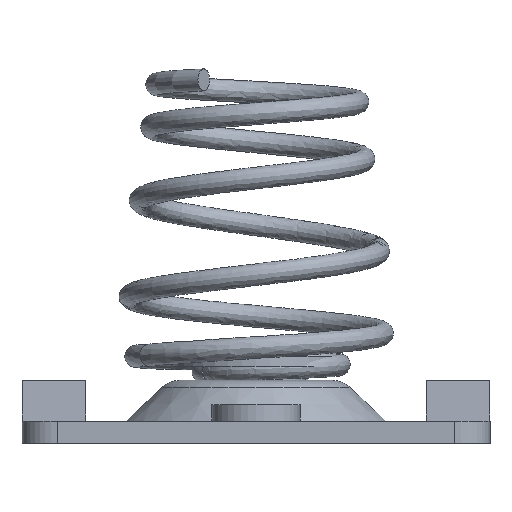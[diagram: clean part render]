
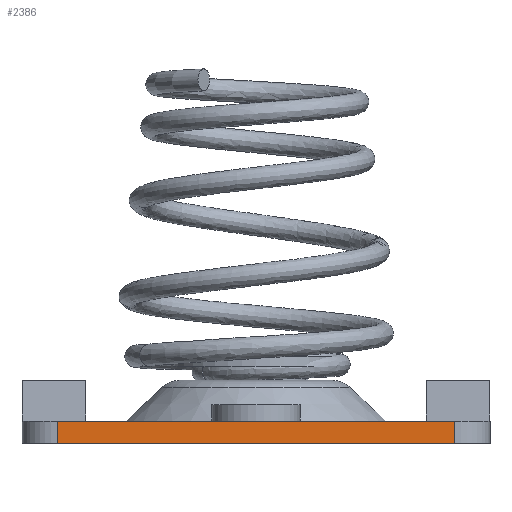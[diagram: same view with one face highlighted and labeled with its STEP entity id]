
A CAD part, front view. The second image highlights one B-rep face of the part: STEP entity #2386.
In plain terms, the highlighted planar face has unit normal (0, -1, 0).
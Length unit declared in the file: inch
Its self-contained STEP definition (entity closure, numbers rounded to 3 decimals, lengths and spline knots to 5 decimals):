
#216 = ORIENTED_EDGE ( 'NONE', *, *, #2560, .F. ) ;
#492 = LINE ( 'NONE', #3255, #2103 ) ;
#555 = EDGE_LOOP ( 'NONE', ( #2660, #216, #2266, #3726 ) ) ;
#670 = CARTESIAN_POINT ( 'NONE',  ( 0.01109, -0.22127, 0.0161 ) ) ;
#860 = VERTEX_POINT ( 'NONE', #2464 ) ;
#870 = DIRECTION ( 'NONE',  ( 1., 0., 0. ) ) ;
#945 = FACE_OUTER_BOUND ( 'NONE', #555, .T. ) ;
#1328 = DIRECTION ( 'NONE',  ( 0., 1., 0. ) ) ;
#1602 = VERTEX_POINT ( 'NONE', #2783 ) ;
#1641 = AXIS2_PLACEMENT_3D ( 'NONE', #2235, #1328, #3607 ) ;
#1652 = LINE ( 'NONE', #3403, #2105 ) ;
#1701 = DIRECTION ( 'NONE',  ( 0., 0., -1. ) ) ;
#1898 = VECTOR ( 'NONE', #1701, 39.37008 ) ;
#2103 = VECTOR ( 'NONE', #870, 39.37008 ) ;
#2105 = VECTOR ( 'NONE', #3737, 39.37008 ) ;
#2147 = CARTESIAN_POINT ( 'NONE',  ( 0.01109, -0.22127, 0.0161 ) ) ;
#2184 = DIRECTION ( 'NONE',  ( 0., 0., -1. ) ) ;
#2235 = CARTESIAN_POINT ( 'NONE',  ( 0.37209, -0.22127, 0.0161 ) ) ;
#2266 = ORIENTED_EDGE ( 'NONE', *, *, #2329, .F. ) ;
#2329 = EDGE_CURVE ( 'NONE', #3239, #1602, #1652, .T. ) ;
#2386 = ADVANCED_FACE ( 'NONE', ( #945 ), #2561, .F. ) ;
#2464 = CARTESIAN_POINT ( 'NONE',  ( 0.37209, -0.22127, -0.0039 ) ) ;
#2560 = EDGE_CURVE ( 'NONE', #1602, #860, #3153, .T. ) ;
#2561 = PLANE ( 'NONE',  #1641 ) ;
#2660 = ORIENTED_EDGE ( 'NONE', *, *, #2861, .T. ) ;
#2667 = LINE ( 'NONE', #2147, #3404 ) ;
#2693 = EDGE_CURVE ( 'NONE', #3239, #3076, #2667, .T. ) ;
#2783 = CARTESIAN_POINT ( 'NONE',  ( 0.37209, -0.22127, 0.0161 ) ) ;
#2861 = EDGE_CURVE ( 'NONE', #3076, #860, #492, .T. ) ;
#3076 = VERTEX_POINT ( 'NONE', #3457 ) ;
#3153 = LINE ( 'NONE', #3381, #1898 ) ;
#3239 = VERTEX_POINT ( 'NONE', #670 ) ;
#3255 = CARTESIAN_POINT ( 'NONE',  ( 0.37209, -0.22127, -0.0039 ) ) ;
#3381 = CARTESIAN_POINT ( 'NONE',  ( 0.37209, -0.22127, 0.0161 ) ) ;
#3403 = CARTESIAN_POINT ( 'NONE',  ( 0.37209, -0.22127, 0.0161 ) ) ;
#3404 = VECTOR ( 'NONE', #2184, 39.37008 ) ;
#3457 = CARTESIAN_POINT ( 'NONE',  ( 0.01109, -0.22127, -0.0039 ) ) ;
#3607 = DIRECTION ( 'NONE',  ( 0., 0., 1. ) ) ;
#3726 = ORIENTED_EDGE ( 'NONE', *, *, #2693, .T. ) ;
#3737 = DIRECTION ( 'NONE',  ( 1., 0., 0. ) ) ;
